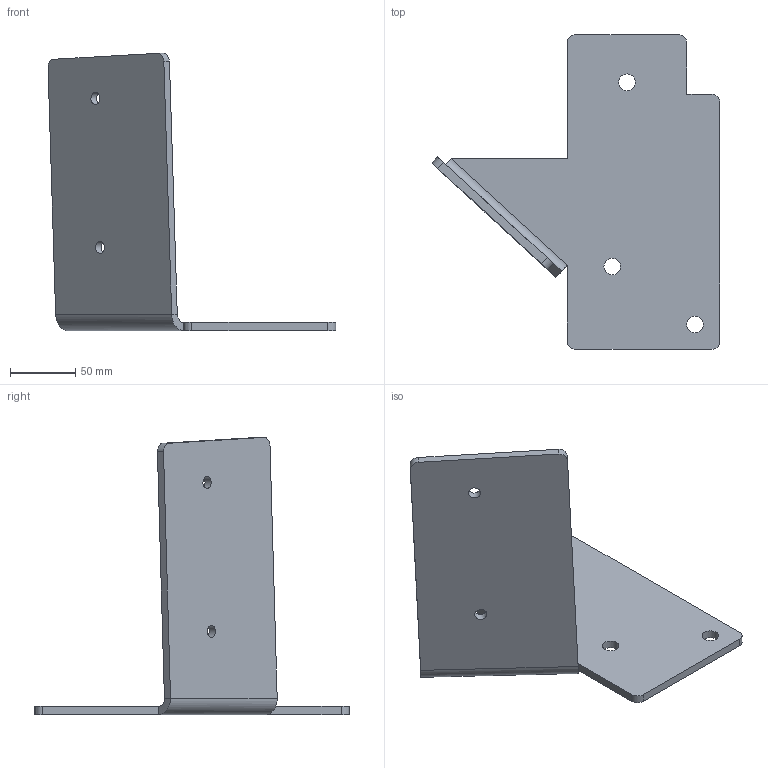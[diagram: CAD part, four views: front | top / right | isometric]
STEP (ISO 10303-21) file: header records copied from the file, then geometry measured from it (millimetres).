
FILE_DESCRIPTION(/* description */ ('STEP AP242','CAx-IF Rec.Pracs.---Representation and Presentation of Product Manufacturing Information (PMI)---4.0---2014-10-13'),/* implementation_level */ '2;1');
FILE_NAME(/* name */ 'Nissan_Motor_Mount_Driver v1.step',/* time_stamp */ '2025-02-12T23:50:32-10:00',/* author */ (''),/* organization */ (''),/* preprocessor_version */ 'ST-DEVELOPER v20',/* originating_system */ 'Autodesk Translation Framework v13.20.0.188',/* authorisation */ '');
FILE_SCHEMA (('AP242_MANAGED_MODEL_BASED_3D_ENGINEERING_MIM_LF { 1 0 10303 442 1 1 4 }'));
Length unit declared in the file: metre
Products named in the file (1): Part 1
Bounding box: 220.66 x 241.3 x 212.5 mm (x, y, z)
Volume: 354058.7 mm3; surface area: 120585 mm2
Topology: 1 solids, 1 shells, 31 faces, 79 edges, 50 vertices
Faces by surface type: plane 15, cylinder 14, bspline 2
Full cylindrical faces by diameter (mm): 9.271 x2, 12.7 x3
Entity records: 1081 total; most frequent: CARTESIAN_POINT 263, DIRECTION 159, ORIENTED_EDGE 158, EDGE_CURVE 79, AXIS2_PLACEMENT_3D 54, LINE 51, VECTOR 51, VERTEX_POINT 50
